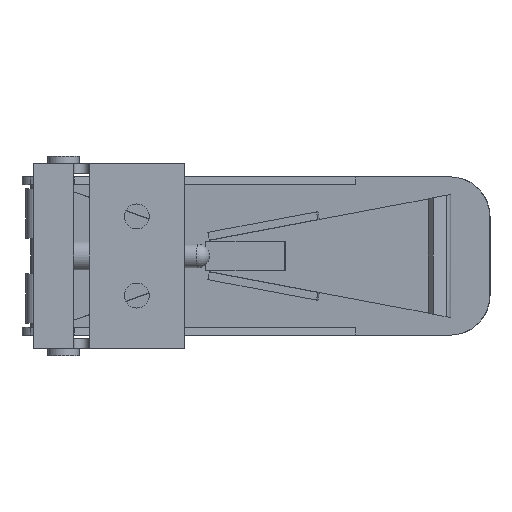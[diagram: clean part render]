
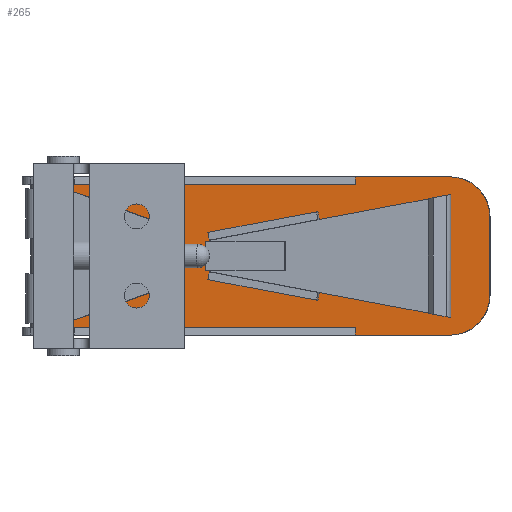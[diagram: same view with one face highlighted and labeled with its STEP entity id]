
A CAD part, front view. The second image highlights one B-rep face of the part: STEP entity #265.
In plain terms, the highlighted planar face has unit normal (-0.061, -0.998, 0).
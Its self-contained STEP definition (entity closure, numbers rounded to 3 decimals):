
#265 = ADVANCED_FACE( '', ( #567 ), #568, .F. );
#567 = FACE_OUTER_BOUND( '', #977, .T. );
#568 = PLANE( '', #978 );
#977 = EDGE_LOOP( '', ( #1431, #1432, #1433, #1434, #1435, #1436, #1437, #1438, #1439, #1440 ) );
#978 = AXIS2_PLACEMENT_3D( '', #1441, #1442, #1443 );
#1431 = ORIENTED_EDGE( '', *, *, #2432, .F. );
#1432 = ORIENTED_EDGE( '', *, *, #2433, .F. );
#1433 = ORIENTED_EDGE( '', *, *, #2434, .F. );
#1434 = ORIENTED_EDGE( '', *, *, #2435, .F. );
#1435 = ORIENTED_EDGE( '', *, *, #2436, .T. );
#1436 = ORIENTED_EDGE( '', *, *, #2437, .T. );
#1437 = ORIENTED_EDGE( '', *, *, #2438, .T. );
#1438 = ORIENTED_EDGE( '', *, *, #2439, .F. );
#1439 = ORIENTED_EDGE( '', *, *, #2440, .T. );
#1440 = ORIENTED_EDGE( '', *, *, #2441, .T. );
#1441 = CARTESIAN_POINT( '', ( 73.726, 2.091, 20. ) );
#1442 = DIRECTION( '', ( 0.061, 0.998, 0. ) );
#1443 = DIRECTION( '', ( -0.998, 0.061, 0. ) );
#2432 = EDGE_CURVE( '', #2872, #2873, #2874, .T. );
#2433 = EDGE_CURVE( '', #2875, #2872, #2876, .T. );
#2434 = EDGE_CURVE( '', #2877, #2875, #2878, .T. );
#2435 = EDGE_CURVE( '', #2879, #2877, #2880, .T. );
#2436 = EDGE_CURVE( '', #2879, #2881, #2882, .T. );
#2437 = EDGE_CURVE( '', #2881, #2883, #2884, .T. );
#2438 = EDGE_CURVE( '', #2883, #2885, #2886, .T. );
#2439 = EDGE_CURVE( '', #2887, #2885, #2888, .T. );
#2440 = EDGE_CURVE( '', #2887, #2889, #2890, .T. );
#2441 = EDGE_CURVE( '', #2889, #2873, #2891, .T. );
#2872 = VERTEX_POINT( '', #3502 );
#2873 = VERTEX_POINT( '', #3503 );
#2874 = CIRCLE( '', #3504, 10. );
#2875 = VERTEX_POINT( '', #3505 );
#2876 = LINE( '', #3506, #3507 );
#2877 = VERTEX_POINT( '', #3508 );
#2878 = CIRCLE( '', #3509, 10. );
#2879 = VERTEX_POINT( '', #3510 );
#2880 = LINE( '', #3511, #3512 );
#2881 = VERTEX_POINT( '', #3513 );
#2882 = LINE( '', #3514, #3515 );
#2883 = VERTEX_POINT( '', #3516 );
#2884 = LINE( '', #3517, #3518 );
#2885 = VERTEX_POINT( '', #3519 );
#2886 = LINE( '', #3520, #3521 );
#2887 = VERTEX_POINT( '', #3522 );
#2888 = LINE( '', #3523, #3524 );
#2889 = VERTEX_POINT( '', #3525 );
#2890 = LINE( '', #3526, #3527 );
#2891 = LINE( '', #3528, #3529 );
#3502 = CARTESIAN_POINT( '', ( 107.662, 0.004, -10. ) );
#3503 = CARTESIAN_POINT( '', ( 97.681, 0.618, -20. ) );
#3504 = AXIS2_PLACEMENT_3D( '', #4247, #4248, #4249 );
#3505 = CARTESIAN_POINT( '', ( 107.662, 0.004, 10. ) );
#3506 = CARTESIAN_POINT( '', ( 107.662, 0.004, 20. ) );
#3507 = VECTOR( '', #4250, 1000. );
#3508 = CARTESIAN_POINT( '', ( 97.681, 0.618, 20. ) );
#3509 = AXIS2_PLACEMENT_3D( '', #4251, #4252, #4253 );
#3510 = CARTESIAN_POINT( '', ( 73.726, 2.091, 20. ) );
#3511 = CARTESIAN_POINT( '', ( 73.726, 2.091, 20. ) );
#3512 = VECTOR( '', #4254, 1000. );
#3513 = CARTESIAN_POINT( '', ( 73.726, 2.091, 18. ) );
#3514 = CARTESIAN_POINT( '', ( 73.726, 2.091, 20. ) );
#3515 = VECTOR( '', #4255, 1000. );
#3516 = CARTESIAN_POINT( '', ( -6., 6.996, 18. ) );
#3517 = CARTESIAN_POINT( '', ( 107.662, 0.004, 18. ) );
#3518 = VECTOR( '', #4256, 1000. );
#3519 = CARTESIAN_POINT( '', ( -6., 6.996, -18. ) );
#3520 = CARTESIAN_POINT( '', ( -6., 6.996, 20. ) );
#3521 = VECTOR( '', #4257, 1000. );
#3522 = CARTESIAN_POINT( '', ( 73.726, 2.091, -18. ) );
#3523 = CARTESIAN_POINT( '', ( 107.662, 0.004, -18. ) );
#3524 = VECTOR( '', #4258, 1000. );
#3525 = CARTESIAN_POINT( '', ( 73.726, 2.091, -20. ) );
#3526 = CARTESIAN_POINT( '', ( 73.726, 2.091, 20. ) );
#3527 = VECTOR( '', #4259, 1000. );
#3528 = CARTESIAN_POINT( '', ( 73.726, 2.091, -20. ) );
#3529 = VECTOR( '', #4260, 1000. );
#4247 = CARTESIAN_POINT( '', ( 97.681, 0.618, -10. ) );
#4248 = DIRECTION( '', ( 0.061, 0.998, 0. ) );
#4249 = DIRECTION( '', ( -0.998, 0.061, 0. ) );
#4250 = DIRECTION( '', ( 0., 0., -1. ) );
#4251 = CARTESIAN_POINT( '', ( 97.681, 0.618, 10. ) );
#4252 = DIRECTION( '', ( 0.061, 0.998, 0. ) );
#4253 = DIRECTION( '', ( -0.998, 0.061, 0. ) );
#4254 = DIRECTION( '', ( 0.998, -0.061, 0. ) );
#4255 = DIRECTION( '', ( 0., 0., -1. ) );
#4256 = DIRECTION( '', ( -0.998, 0.061, 0. ) );
#4257 = DIRECTION( '', ( 0., 0., -1. ) );
#4258 = DIRECTION( '', ( -0.998, 0.061, 0. ) );
#4259 = DIRECTION( '', ( 0., 0., -1. ) );
#4260 = DIRECTION( '', ( 0.998, -0.061, 0. ) );
